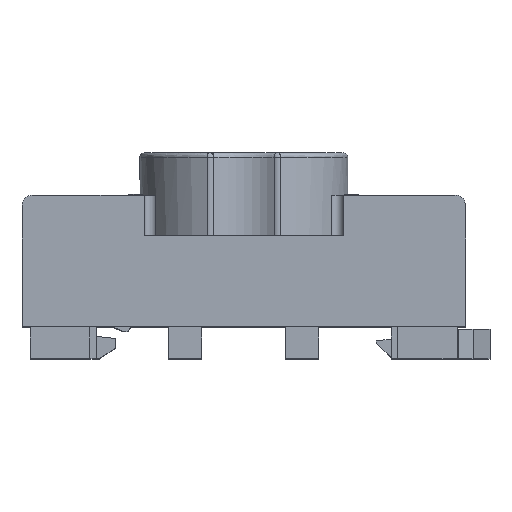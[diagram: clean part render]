
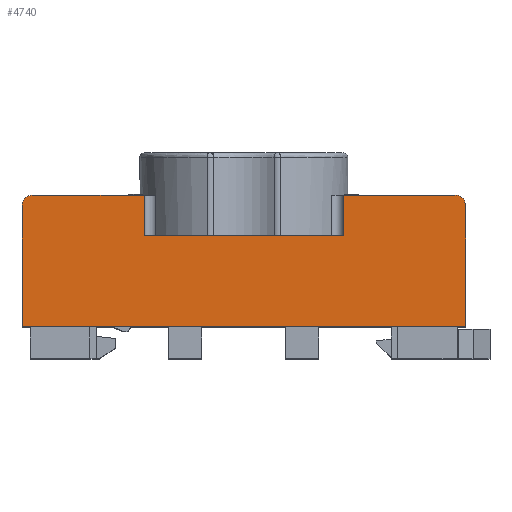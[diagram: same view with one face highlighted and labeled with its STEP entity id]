
A CAD part, top view. The second image highlights one B-rep face of the part: STEP entity #4740.
In plain terms, the highlighted planar face has unit normal (0, 0, 1).
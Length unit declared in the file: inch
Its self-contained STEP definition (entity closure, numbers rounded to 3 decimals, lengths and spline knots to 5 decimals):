
#169 = CARTESIAN_POINT ( 'NONE',  ( -1.045, 0.31, 0.7875 ) ) ;
#2043 = ORIENTED_EDGE ( 'NONE', *, *, #8611, .T. ) ;
#4152 = DIRECTION ( 'NONE',  ( 0., -1., 0. ) ) ;
#4610 = AXIS2_PLACEMENT_3D ( 'NONE', #43386, #62881, #53937 ) ;
#4740 = ADVANCED_FACE ( 'NONE', ( #62974 ), #28557, .T. ) ;
#5440 = CARTESIAN_POINT ( 'NONE',  ( -0.469, 0.31, 0.7875 ) ) ;
#5627 = VERTEX_POINT ( 'NONE', #8486 ) ;
#7269 = VECTOR ( 'NONE', #21538, 39.37008 ) ;
#7297 = ORIENTED_EDGE ( 'NONE', *, *, #15999, .T. ) ;
#7864 = ORIENTED_EDGE ( 'NONE', *, *, #17341, .T. ) ;
#8486 = CARTESIAN_POINT ( 'NONE',  ( -0.469, 0.31, 0.7875 ) ) ;
#8611 = EDGE_CURVE ( 'NONE', #22011, #45166, #59046, .T. ) ;
#11653 = DIRECTION ( 'NONE',  ( 1., 0., 0. ) ) ;
#12021 = CARTESIAN_POINT ( 'NONE',  ( -0.995, 0.31, 0.7875 ) ) ;
#12106 = VECTOR ( 'NONE', #39591, 39.37008 ) ;
#12221 = AXIS2_PLACEMENT_3D ( 'NONE', #40629, #25056, #11653 ) ;
#12651 = VERTEX_POINT ( 'NONE', #50472 ) ;
#13380 = EDGE_LOOP ( 'NONE', ( #40800, #25159, #25860, #16719, #7297, #25414, #21870, #58825, #2043, #7864 ) ) ;
#13698 = VERTEX_POINT ( 'NONE', #21638 ) ;
#15116 = VERTEX_POINT ( 'NONE', #48181 ) ;
#15731 = CARTESIAN_POINT ( 'NONE',  ( -1.045, 0.12, 0.7875 ) ) ;
#15916 = VERTEX_POINT ( 'NONE', #12021 ) ;
#15999 = EDGE_CURVE ( 'NONE', #15116, #33391, #53689, .T. ) ;
#16719 = ORIENTED_EDGE ( 'NONE', *, *, #44623, .T. ) ;
#17341 = EDGE_CURVE ( 'NONE', #45166, #13698, #41388, .T. ) ;
#19619 = DIRECTION ( 'NONE',  ( 0., -1., 0. ) ) ;
#20075 = CARTESIAN_POINT ( 'NONE',  ( 1.045, -0.31, 0.7875 ) ) ;
#20166 = CARTESIAN_POINT ( 'NONE',  ( 1.045, 0.31, 0.7875 ) ) ;
#21487 = VERTEX_POINT ( 'NONE', #20075 ) ;
#21538 = DIRECTION ( 'NONE',  ( -1., 0., 0. ) ) ;
#21638 = CARTESIAN_POINT ( 'NONE',  ( 0.469, 0.12, 0.7875 ) ) ;
#21870 = ORIENTED_EDGE ( 'NONE', *, *, #49403, .T. ) ;
#22011 = VERTEX_POINT ( 'NONE', #62547 ) ;
#23596 = VECTOR ( 'NONE', #19619, 39.37008 ) ;
#23776 = EDGE_CURVE ( 'NONE', #12651, #22011, #48787, .T. ) ;
#24564 = DIRECTION ( 'NONE',  ( 0., 1., 0. ) ) ;
#25056 = DIRECTION ( 'NONE',  ( 0., 0., 1. ) ) ;
#25121 = VECTOR ( 'NONE', #35461, 39.37008 ) ;
#25159 = ORIENTED_EDGE ( 'NONE', *, *, #39202, .T. ) ;
#25414 = ORIENTED_EDGE ( 'NONE', *, *, #30390, .T. ) ;
#25860 = ORIENTED_EDGE ( 'NONE', *, *, #42131, .T. ) ;
#26109 = LINE ( 'NONE', #40768, #31873 ) ;
#28557 = PLANE ( 'NONE',  #12221 ) ;
#29763 = LINE ( 'NONE', #54247, #40297 ) ;
#30380 = DIRECTION ( 'NONE',  ( 0., 1., 0. ) ) ;
#30390 = EDGE_CURVE ( 'NONE', #33391, #21487, #26109, .T. ) ;
#31435 = CARTESIAN_POINT ( 'NONE',  ( -0.469, 0.12, 0.7875 ) ) ;
#31480 = VECTOR ( 'NONE', #24564, 39.37008 ) ;
#31854 = CARTESIAN_POINT ( 'NONE',  ( 0.469, 0.31, 0.7875 ) ) ;
#31873 = VECTOR ( 'NONE', #35353, 39.37008 ) ;
#33391 = VERTEX_POINT ( 'NONE', #48725 ) ;
#35353 = DIRECTION ( 'NONE',  ( 1., 0., 0. ) ) ;
#35461 = DIRECTION ( 'NONE',  ( -1., 0., 0. ) ) ;
#35700 = VERTEX_POINT ( 'NONE', #31435 ) ;
#39202 = EDGE_CURVE ( 'NONE', #35700, #5627, #62779, .T. ) ;
#39591 = DIRECTION ( 'NONE',  ( -1., 0., 0. ) ) ;
#39612 = LINE ( 'NONE', #15731, #25121 ) ;
#40297 = VECTOR ( 'NONE', #30380, 39.37008 ) ;
#40325 = CARTESIAN_POINT ( 'NONE',  ( 1.045, 0.31, 0.7875 ) ) ;
#40629 = CARTESIAN_POINT ( 'NONE',  ( -1.045, 0.31, 0.7875 ) ) ;
#40768 = CARTESIAN_POINT ( 'NONE',  ( 1.045, -0.31, 0.7875 ) ) ;
#40800 = ORIENTED_EDGE ( 'NONE', *, *, #46607, .T. ) ;
#41388 = LINE ( 'NONE', #31854, #46106 ) ;
#42131 = EDGE_CURVE ( 'NONE', #5627, #15916, #61020, .T. ) ;
#42167 = DIRECTION ( 'NONE',  ( 0., 0., 1. ) ) ;
#43386 = CARTESIAN_POINT ( 'NONE',  ( -0.995, 0.26, 0.7875 ) ) ;
#44623 = EDGE_CURVE ( 'NONE', #15916, #15116, #58520, .T. ) ;
#45166 = VERTEX_POINT ( 'NONE', #58047 ) ;
#46106 = VECTOR ( 'NONE', #4152, 39.37008 ) ;
#46607 = EDGE_CURVE ( 'NONE', #13698, #35700, #39612, .T. ) ;
#48181 = CARTESIAN_POINT ( 'NONE',  ( -1.045, 0.26, 0.7875 ) ) ;
#48725 = CARTESIAN_POINT ( 'NONE',  ( -1.045, -0.31, 0.7875 ) ) ;
#48787 = CIRCLE ( 'NONE', #57966, 0.05 ) ;
#49403 = EDGE_CURVE ( 'NONE', #21487, #12651, #29763, .T. ) ;
#50472 = CARTESIAN_POINT ( 'NONE',  ( 1.045, 0.26, 0.7875 ) ) ;
#51424 = CARTESIAN_POINT ( 'NONE',  ( 0.995, 0.26, 0.7875 ) ) ;
#53689 = LINE ( 'NONE', #169, #23596 ) ;
#53937 = DIRECTION ( 'NONE',  ( -1., 0., 0. ) ) ;
#54247 = CARTESIAN_POINT ( 'NONE',  ( 1.045, 0.31, 0.7875 ) ) ;
#57966 = AXIS2_PLACEMENT_3D ( 'NONE', #51424, #42167, #61621 ) ;
#58047 = CARTESIAN_POINT ( 'NONE',  ( 0.469, 0.31, 0.7875 ) ) ;
#58520 = CIRCLE ( 'NONE', #4610, 0.05 ) ;
#58825 = ORIENTED_EDGE ( 'NONE', *, *, #23776, .T. ) ;
#59046 = LINE ( 'NONE', #20166, #12106 ) ;
#61020 = LINE ( 'NONE', #40325, #7269 ) ;
#61621 = DIRECTION ( 'NONE',  ( -1., 0., 0. ) ) ;
#62547 = CARTESIAN_POINT ( 'NONE',  ( 0.995, 0.31, 0.7875 ) ) ;
#62779 = LINE ( 'NONE', #5440, #31480 ) ;
#62881 = DIRECTION ( 'NONE',  ( 0., 0., 1. ) ) ;
#62974 = FACE_OUTER_BOUND ( 'NONE', #13380, .T. ) ;
